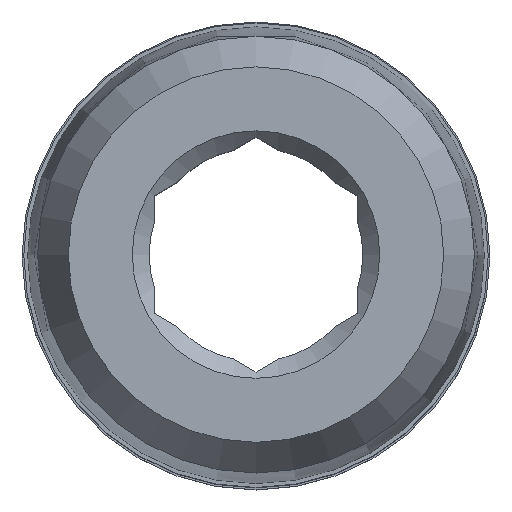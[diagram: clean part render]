
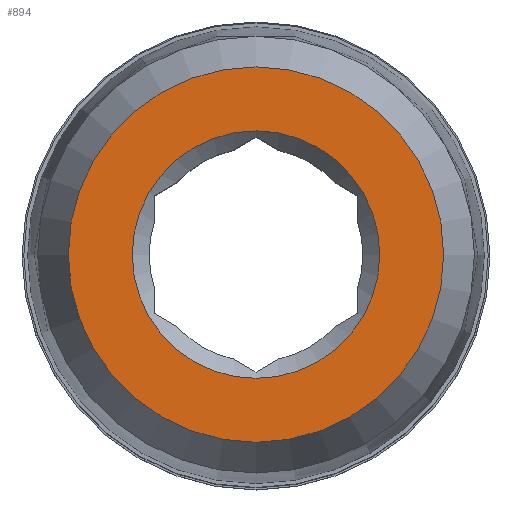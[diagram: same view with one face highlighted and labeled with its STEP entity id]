
A CAD part, top view. The second image highlights one B-rep face of the part: STEP entity #894.
In plain terms, the highlighted planar face has unit normal (0, 0, 1).
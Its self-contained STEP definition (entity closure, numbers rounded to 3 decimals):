
#28=PLANE('',#971);
#119=CIRCLE('',#923,3.65);
#144=CIRCLE('',#972,5.535);
#241=ORIENTED_EDGE('',*,*,#366,.F.);
#242=ORIENTED_EDGE('',*,*,#317,.T.);
#317=EDGE_CURVE('',#393,#393,#119,.T.);
#366=EDGE_CURVE('',#430,#430,#144,.T.);
#393=VERTEX_POINT('',#1248);
#430=VERTEX_POINT('',#1358);
#487=EDGE_LOOP('',(#241));
#488=EDGE_LOOP('',(#242));
#551=FACE_BOUND('',#487,.T.);
#552=FACE_BOUND('',#488,.T.);
#894=ADVANCED_FACE('',(#551,#552),#28,.F.);
#923=AXIS2_PLACEMENT_3D('',#1247,#1007,#1008);
#971=AXIS2_PLACEMENT_3D('',#1356,#1127,#1128);
#972=AXIS2_PLACEMENT_3D('',#1357,#1129,#1130);
#1007=DIRECTION('',(0.,0.,-1.));
#1008=DIRECTION('',(0.,1.,0.));
#1127=DIRECTION('',(0.,0.,-1.));
#1128=DIRECTION('',(-1.,0.,0.));
#1129=DIRECTION('',(0.,0.,-1.));
#1130=DIRECTION('',(-1.,0.,0.));
#1247=CARTESIAN_POINT('',(0.,0.,11.));
#1248=CARTESIAN_POINT('',(0.,3.65,11.));
#1356=CARTESIAN_POINT('',(0.,0.,11.));
#1357=CARTESIAN_POINT('',(0.,0.,11.));
#1358=CARTESIAN_POINT('',(-5.535,0.,11.));
